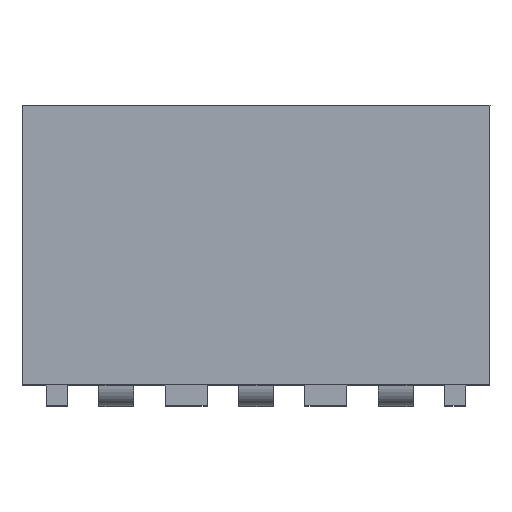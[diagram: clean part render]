
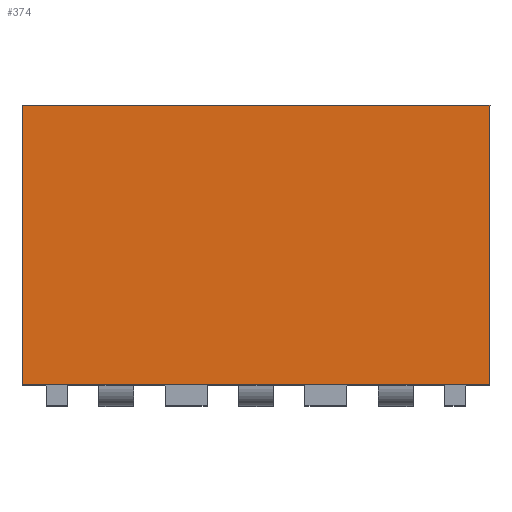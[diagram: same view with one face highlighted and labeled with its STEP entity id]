
A CAD part, top view. The second image highlights one B-rep face of the part: STEP entity #374.
In plain terms, the highlighted planar face has unit normal (0, 0, 1).
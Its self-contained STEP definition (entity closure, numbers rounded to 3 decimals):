
#374=ADVANCED_FACE('',(#796),#797,.T.);
#796=FACE_OUTER_BOUND('',#1267,.T.);
#797=PLANE('',#1268);
#1267=EDGE_LOOP('',(#2381,#2382,#2383,#2384));
#1268=AXIS2_PLACEMENT_3D('',#2385,#2386,#2387);
#2381=ORIENTED_EDGE('',*,*,#3206,.T.);
#2382=ORIENTED_EDGE('',*,*,#3188,.F.);
#2383=ORIENTED_EDGE('',*,*,#3225,.T.);
#2384=ORIENTED_EDGE('',*,*,#3226,.T.);
#2385=CARTESIAN_POINT('',(2.,0.,1.375));
#2386=DIRECTION('',(0.,0.,1.0));
#2387=DIRECTION('',(1.0,0.,0.));
#3188=EDGE_CURVE('',#3923,#3925,#3926,.T.);
#3206=EDGE_CURVE('',#3953,#3925,#3954,.T.);
#3225=EDGE_CURVE('',#3923,#3987,#3988,.T.);
#3226=EDGE_CURVE('',#3987,#3953,#3989,.T.);
#3923=VERTEX_POINT('',#4994);
#3925=VERTEX_POINT('',#4997);
#3926=LINE('',#4998,#4999);
#3953=VERTEX_POINT('',#5039);
#3954=LINE('',#5040,#5041);
#3987=VERTEX_POINT('',#5090);
#3988=LINE('',#5091,#5092);
#3989=LINE('',#5093,#5094);
#4994=CARTESIAN_POINT('',(-3.35,0.3,1.375));
#4997=CARTESIAN_POINT('',(-3.35,4.3,1.375));
#4998=CARTESIAN_POINT('',(-3.35,0.,1.375));
#4999=VECTOR('',#5690,1.0);
#5039=CARTESIAN_POINT('',(3.35,4.3,1.375));
#5040=CARTESIAN_POINT('',(3.35,4.3,1.375));
#5041=VECTOR('',#5704,1.0);
#5090=CARTESIAN_POINT('',(3.35,0.3,1.375));
#5091=CARTESIAN_POINT('',(-1.412,0.3,1.375));
#5092=VECTOR('',#5721,1.0);
#5093=CARTESIAN_POINT('',(3.35,0.,1.375));
#5094=VECTOR('',#5722,1.0);
#5690=DIRECTION('',(0.,1.0,0.));
#5704=DIRECTION('',(-1.0,0.,0.));
#5721=DIRECTION('',(1.0,0.0,0.));
#5722=DIRECTION('',(0.,1.0,0.));
